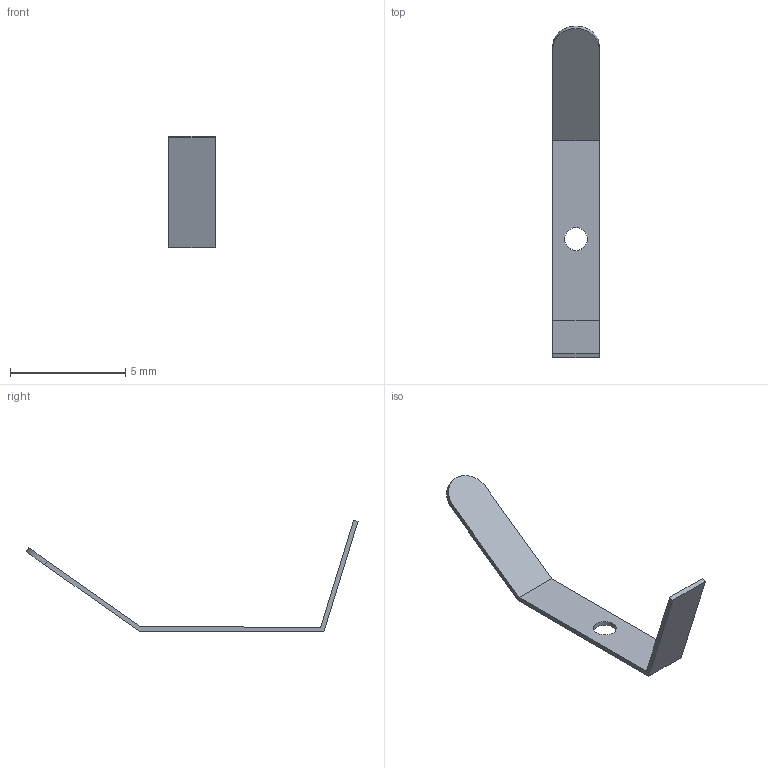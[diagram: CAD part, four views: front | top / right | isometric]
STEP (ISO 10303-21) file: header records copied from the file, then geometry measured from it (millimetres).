
FILE_DESCRIPTION(/* description */ ('Unknown'),/* implementation_level */ '2;1');
FILE_NAME(/* name */ 'jericho941_pre2007_grip_cowboyBebop_laserCover_batteryPositiveLead_10mm',/* time_stamp */ '2024-08-03T21:52:41-10:00',/* author */ ('Unknown'),/* organization */ ('Unknown'),/* preprocessor_version */ 'ST-DEVELOPER v18.1',/* originating_system */ 'Solid Edge',/* authorisation */ 'Unknown');
FILE_SCHEMA (('AUTOMOTIVE_DESIGN {1 0 10303 214 3 1 1}'));
Length unit declared in the file: millimetre
Products named in the file (2): jericho941_pre2007_grips; jericho941_pre2007_grip_cowboyBebop_laserCover_batteryPositiveLead_10
mm
Assembly tree (1 placements, depth 2):
  jericho941_pre2007_grips
    jericho941_pre2007_grip_cowboyBebop_laserCover_batteryPositiveLead_10
mm
Bounding box: 2 x 14.38 x 4.84 mm (x, y, z)
Volume: 7.3 mm3; surface area: 81.5 mm2
Topology: 1 solids, 1 shells, 11 faces, 27 edges, 18 vertices
Faces by surface type: plane 9, cylinder 2
Full cylindrical faces by diameter (mm): 1 x1
Entity records: 373 total; most frequent: CARTESIAN_POINT 57, DIRECTION 56, ORIENTED_EDGE 52, EDGE_CURVE 26, LINE 22, VECTOR 22, VERTEX_POINT 18, AXIS2_PLACEMENT_3D 17
